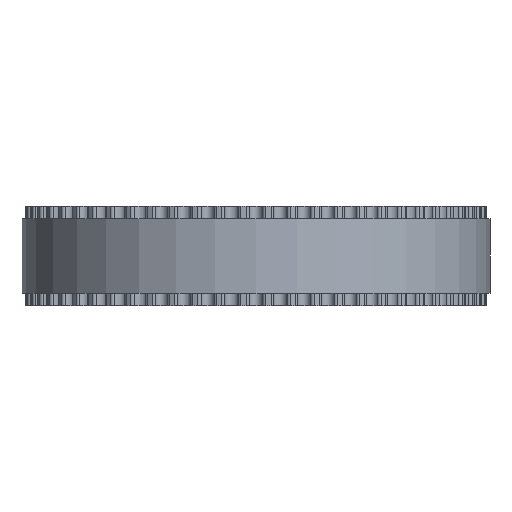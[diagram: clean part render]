
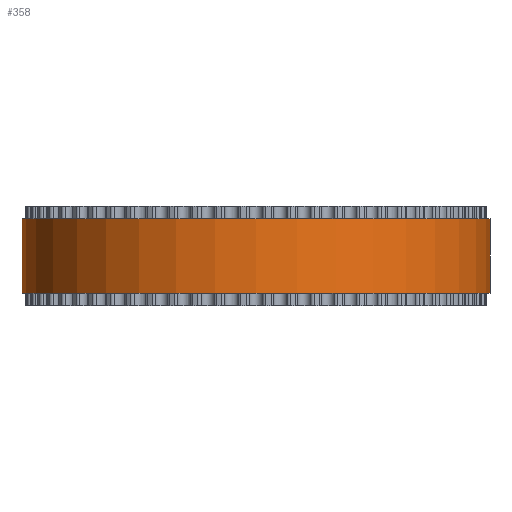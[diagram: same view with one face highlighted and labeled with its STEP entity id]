
A CAD part, front view. The second image highlights one B-rep face of the part: STEP entity #358.
In plain terms, the highlighted cylindrical face has radius 18.78 mm (diameter 37.561 mm), a full revolution.
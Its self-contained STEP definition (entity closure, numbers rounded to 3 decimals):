
#97=FACE_BOUND('',#1072,.T.);
#98=FACE_BOUND('',#1073,.T.);
#358=ADVANCED_FACE('',(#97,#98),#595,.T.);
#595=CYLINDRICAL_SURFACE('',#5335,18.78);
#1072=EDGE_LOOP('',(#2962));
#1073=EDGE_LOOP('',(#2963));
#2962=ORIENTED_EDGE('',*,*,#4146,.T.);
#2963=ORIENTED_EDGE('',*,*,#4147,.T.);
#3436=VERTEX_POINT('',#8420);
#3437=VERTEX_POINT('',#8422);
#4146=EDGE_CURVE('',#3436,#3436,#4620,.T.);
#4147=EDGE_CURVE('',#3437,#3437,#4621,.T.);
#4620=CIRCLE('',#5333,18.78);
#4621=CIRCLE('',#5334,18.78);
#5333=AXIS2_PLACEMENT_3D('',#8419,#6994,#6995);
#5334=AXIS2_PLACEMENT_3D('',#8421,#6996,#6997);
#5335=AXIS2_PLACEMENT_3D('',#8423,#6998,#6999);
#6994=DIRECTION('',(0.,0.,1.));
#6995=DIRECTION('',(1.,0.,0.));
#6996=DIRECTION('',(0.,0.,-1.));
#6997=DIRECTION('',(1.,0.,0.));
#6998=DIRECTION('',(0.,0.,1.));
#6999=DIRECTION('',(1.,0.,0.));
#8419=CARTESIAN_POINT('',(0.,0.,1.));
#8420=CARTESIAN_POINT('',(18.78,0.,1.));
#8421=CARTESIAN_POINT('',(0.,0.,7.));
#8422=CARTESIAN_POINT('',(18.78,0.,7.));
#8423=CARTESIAN_POINT('',(0.,0.,1.));
